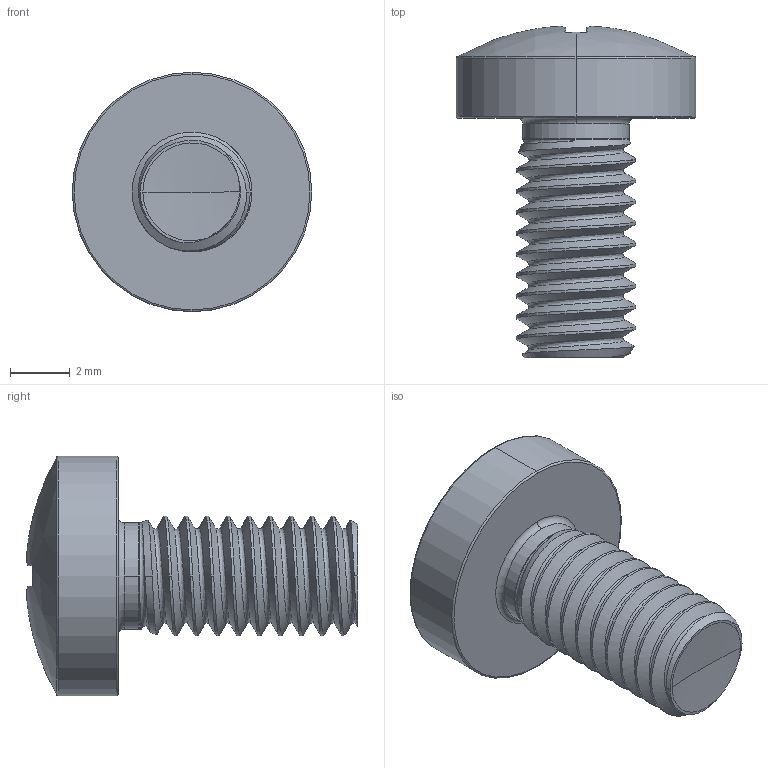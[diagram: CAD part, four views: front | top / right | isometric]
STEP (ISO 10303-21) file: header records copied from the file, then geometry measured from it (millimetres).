
FILE_DESCRIPTION (( 'STEP AP203' ), '1' );
FILE_NAME ('STM320400080.STEP', '2020-12-24T15:47:35', ( '' ), ( '' ), 'SwSTEP 2.0', 'SolidWorks 2015', '' );
FILE_SCHEMA (( 'CONFIG_CONTROL_DESIGN' ));
Length unit declared in the file: millimetre
Products named in the file (2): STM320400080
Bounding box: 8 x 11.06 x 8 mm (x, y, z)
Volume: 200.8 mm3; surface area: 315.2 mm2
Topology: 1 solids, 1 shells, 181 faces, 417 edges, 237 vertices
Faces by surface type: bspline 46, cylinder 43, torus 33, sphere 28, plane 22, cone 9
Entity records: 16382 total; most frequent: CARTESIAN_POINT 12547, ORIENTED_EDGE 830, DIRECTION 736, EDGE_CURVE 415, AXIS2_PLACEMENT_3D 333, VERTEX_POINT 237, CIRCLE 196, EDGE_LOOP 182
